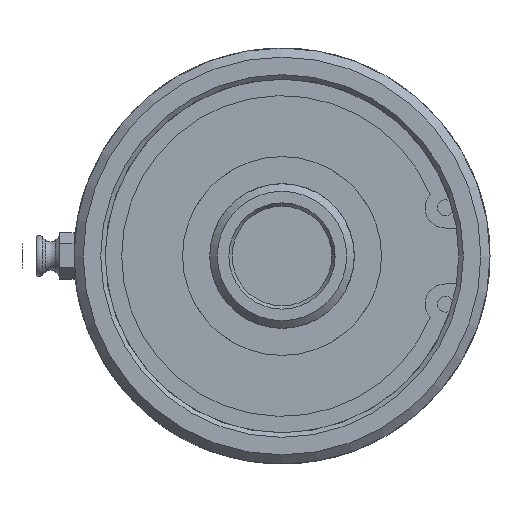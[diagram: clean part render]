
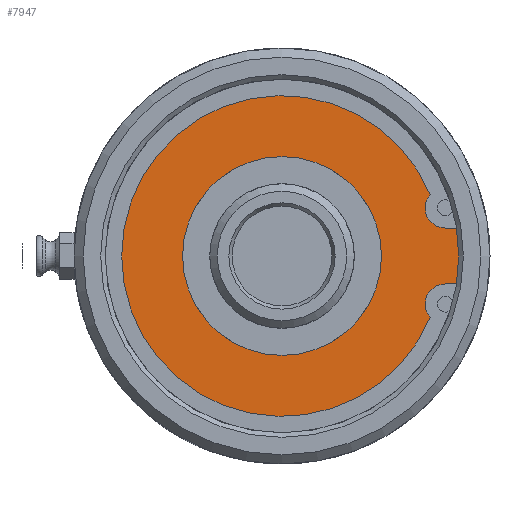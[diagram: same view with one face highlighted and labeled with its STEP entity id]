
A CAD part, left-side view. The second image highlights one B-rep face of the part: STEP entity #7947.
In plain terms, the highlighted planar face has unit normal (-1, 0, 0).
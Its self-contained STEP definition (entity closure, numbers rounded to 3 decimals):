
#115=FACE_BOUND('',#2208,.T.);
#1253=CIRCLE('',#8388,3.556);
#1255=CIRCLE('',#8391,28.142);
#1257=CIRCLE('',#8394,3.556);
#1264=CIRCLE('',#8406,33.45);
#1265=CIRCLE('',#8409,17.4);
#1266=CIRCLE('',#8410,17.4);
#1717=FACE_OUTER_BOUND('',#2207,.T.);
#2207=EDGE_LOOP('',(#6954,#6955,#6956,#6957,#6958,#6959));
#2208=EDGE_LOOP('',(#6960,#6961));
#2663=LINE('',#20552,#3061);
#2668=LINE('',#20566,#3066);
#3061=VECTOR('',#9563,10.);
#3066=VECTOR('',#9570,10.);
#3746=VERTEX_POINT('',#20549);
#3747=VERTEX_POINT('',#20551);
#3751=VERTEX_POINT('',#20563);
#3752=VERTEX_POINT('',#20565);
#3753=VERTEX_POINT('',#20569);
#3755=VERTEX_POINT('',#20575);
#3758=VERTEX_POINT('',#20597);
#3759=VERTEX_POINT('',#20598);
#4833=EDGE_CURVE('',#3747,#3746,#2663,.T.);
#4839=EDGE_CURVE('',#3752,#3751,#2668,.T.);
#4841=EDGE_CURVE('',#3751,#3753,#1253,.T.);
#4844=EDGE_CURVE('',#3753,#3755,#1255,.T.);
#4847=EDGE_CURVE('',#3755,#3747,#1257,.T.);
#4854=EDGE_CURVE('',#3746,#3752,#1264,.T.);
#4855=EDGE_CURVE('',#3758,#3759,#1265,.T.);
#4856=EDGE_CURVE('',#3759,#3758,#1266,.T.);
#6954=ORIENTED_EDGE('',*,*,#4839,.T.);
#6955=ORIENTED_EDGE('',*,*,#4841,.T.);
#6956=ORIENTED_EDGE('',*,*,#4844,.T.);
#6957=ORIENTED_EDGE('',*,*,#4847,.T.);
#6958=ORIENTED_EDGE('',*,*,#4833,.T.);
#6959=ORIENTED_EDGE('',*,*,#4854,.T.);
#6960=ORIENTED_EDGE('',*,*,#4855,.T.);
#6961=ORIENTED_EDGE('',*,*,#4856,.T.);
#7572=PLANE('',#8408);
#7947=ADVANCED_FACE('',(#1717,#115),#7572,.F.);
#8388=AXIS2_PLACEMENT_3D('',#20570,#9574,#9575);
#8391=AXIS2_PLACEMENT_3D('',#20576,#9581,#9582);
#8394=AXIS2_PLACEMENT_3D('',#20581,#9588,#9589);
#8406=AXIS2_PLACEMENT_3D('',#20594,#9612,#9613);
#8408=AXIS2_PLACEMENT_3D('',#20596,#9616,#9617);
#8409=AXIS2_PLACEMENT_3D('',#20599,#9618,#9619);
#8410=AXIS2_PLACEMENT_3D('',#20600,#9620,#9621);
#9563=DIRECTION('',(0.,-1.,0.));
#9570=DIRECTION('',(0.,1.,0.));
#9574=DIRECTION('center_axis',(1.,0.,0.));
#9575=DIRECTION('ref_axis',(0.,0.754,0.657));
#9581=DIRECTION('center_axis',(-1.,0.,0.));
#9582=DIRECTION('ref_axis',(0.,0.924,-0.384));
#9588=DIRECTION('center_axis',(1.,0.,0.));
#9589=DIRECTION('ref_axis',(0.,0.,1.));
#9612=DIRECTION('center_axis',(-1.,0.,0.));
#9613=DIRECTION('ref_axis',(0.,1.,0.));
#9616=DIRECTION('center_axis',(1.,0.,0.));
#9617=DIRECTION('ref_axis',(0.,0.,-1.));
#9618=DIRECTION('center_axis',(1.,0.,0.));
#9619=DIRECTION('ref_axis',(0.,1.,0.));
#9620=DIRECTION('center_axis',(1.,0.,0.));
#9621=DIRECTION('ref_axis',(0.,1.,0.));
#20549=CARTESIAN_POINT('',(6.08,-33.089,-4.902));
#20551=CARTESIAN_POINT('',(6.08,-28.672,-4.902));
#20552=CARTESIAN_POINT('',(6.08,-8.182,-4.902));
#20563=CARTESIAN_POINT('',(6.08,-28.672,4.902));
#20565=CARTESIAN_POINT('',(6.08,-33.089,4.902));
#20566=CARTESIAN_POINT('',(6.08,-5.974,4.902));
#20569=CARTESIAN_POINT('',(6.08,-25.99,10.793));
#20570=CARTESIAN_POINT('Origin',(6.08,-28.672,8.458));
#20575=CARTESIAN_POINT('',(6.08,-25.99,-10.793));
#20576=CARTESIAN_POINT('Origin',(6.08,0.,0.));
#20581=CARTESIAN_POINT('Origin',(6.08,-28.672,-8.458));
#20594=CARTESIAN_POINT('Origin',(6.08,0.,0.));
#20596=CARTESIAN_POINT('Origin',(6.08,16.725,0.));
#20597=CARTESIAN_POINT('',(6.08,17.4,0.));
#20598=CARTESIAN_POINT('',(6.08,-17.4,0.));
#20599=CARTESIAN_POINT('Origin',(6.08,0.,0.));
#20600=CARTESIAN_POINT('Origin',(6.08,0.,0.));
